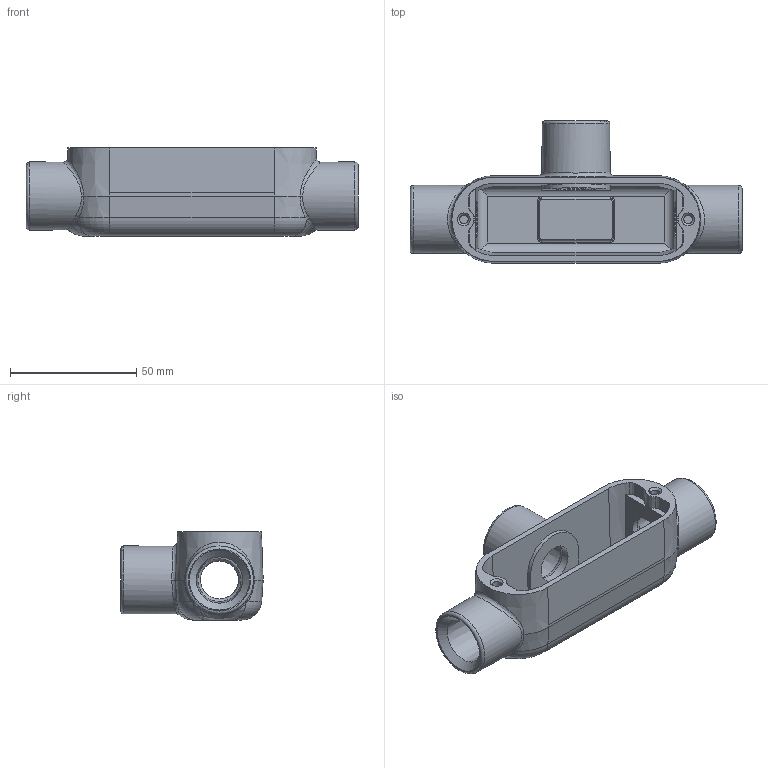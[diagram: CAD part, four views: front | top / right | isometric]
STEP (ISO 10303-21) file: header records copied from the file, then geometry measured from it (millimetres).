
FILE_DESCRIPTION(/* description */ (''),/* implementation_level */ '2;1');
FILE_NAME(/* name */ 'KIL_OT-1.stp',/* time_stamp */ '2019-12-24T12:15:21+06:00',/* author */ ('mashraf'),/* organization */ (''),/* preprocessor_version */ 'ST-DEVELOPER v16.13',/* originating_system */ 'Autodesk Inventor 2018',/* authorisation */ '');
FILE_SCHEMA (('AUTOMOTIVE_DESIGN { 1 0 10303 214 3 1 1 }'));
Length unit declared in the file: inch
Products named in the file (1): 17433-1
Bounding box: 131.64 x 56.42 x 34.92 mm (x, y, z)
Volume: 49982.4 mm3; surface area: 27855.6 mm2
Topology: 1 solids, 1 shells, 130 faces, 329 edges, 206 vertices
Faces by surface type: plane 39, cone 38, bspline 21, cylinder 18, torus 14
Full cylindrical faces by diameter (mm): 15.113 x3, 26.975 x3
Entity records: 7793 total; most frequent: CARTESIAN_POINT 4822, DIRECTION 612, ORIENTED_EDGE 592, EDGE_CURVE 296, AXIS2_PLACEMENT_3D 251, VERTEX_POINT 195, EDGE_LOOP 163, FACE_OUTER_BOUND 130
